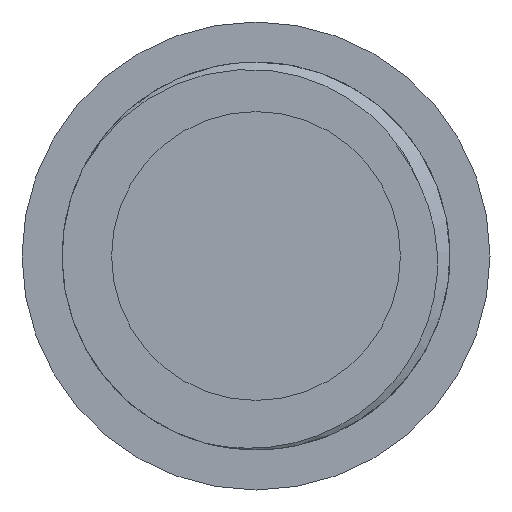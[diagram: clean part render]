
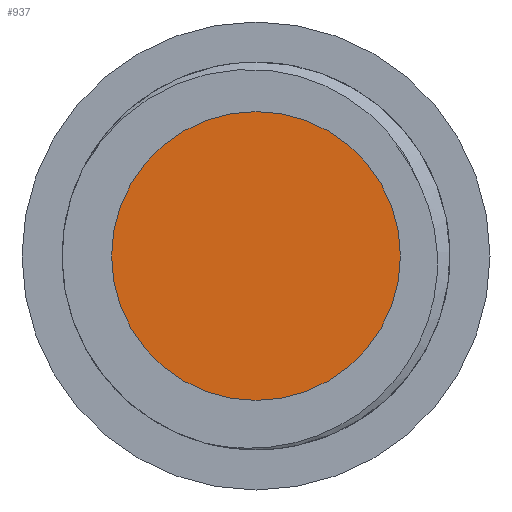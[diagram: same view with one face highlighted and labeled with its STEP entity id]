
A CAD part, front view. The second image highlights one B-rep face of the part: STEP entity #937.
In plain terms, the highlighted planar face has unit normal (0, -1, 0).
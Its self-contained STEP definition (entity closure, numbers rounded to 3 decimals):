
#419 = DIRECTION ( 'NONE',  ( 0., -1., 0. ) ) ;
#420 = DIRECTION ( 'NONE',  ( 0., 0., -1. ) ) ;
#423 = CARTESIAN_POINT ( 'NONE',  ( 0., 9.358, 0. ) ) ;
#593 = ORIENTED_EDGE ( 'NONE', *, *, #849, .T. ) ;
#607 = ORIENTED_EDGE ( 'NONE', *, *, #905, .T. ) ;
#658 = EDGE_LOOP ( 'NONE', ( #607, #593 ) ) ;
#723 = VERTEX_POINT ( 'NONE', #788 ) ;
#730 = VERTEX_POINT ( 'NONE', #804 ) ;
#788 = CARTESIAN_POINT ( 'NONE',  ( 0., 9.358, 6.85 ) ) ;
#804 = CARTESIAN_POINT ( 'NONE',  ( 0., 9.358, -6.85 ) ) ;
#849 = EDGE_CURVE ( 'NONE', #723, #730, #2088, .T. ) ;
#905 = EDGE_CURVE ( 'NONE', #730, #723, #2139, .T. ) ;
#937 = ADVANCED_FACE ( 'NONE', ( #1803 ), #1791, .F. ) ;
#1787 = CARTESIAN_POINT ( 'NONE',  ( -6.85, 9.358, 0. ) ) ;
#1788 = DIRECTION ( 'NONE',  ( 0., 0., 1. ) ) ;
#1791 = PLANE ( 'NONE',  #2165 ) ;
#1799 = DIRECTION ( 'NONE',  ( 0., 1., 0. ) ) ;
#1803 = FACE_OUTER_BOUND ( 'NONE', #658, .T. ) ;
#2085 = AXIS2_PLACEMENT_3D ( 'NONE', #423, #419, #420 ) ;
#2088 = CIRCLE ( 'NONE', #2085, 6.85 ) ;
#2136 = AXIS2_PLACEMENT_3D ( 'NONE', #2284, #2285, #2287 ) ;
#2139 = CIRCLE ( 'NONE', #2136, 6.85 ) ;
#2165 = AXIS2_PLACEMENT_3D ( 'NONE', #1787, #1799, #1788 ) ;
#2284 = CARTESIAN_POINT ( 'NONE',  ( 0., 9.358, 0. ) ) ;
#2285 = DIRECTION ( 'NONE',  ( 0., -1., 0. ) ) ;
#2287 = DIRECTION ( 'NONE',  ( 0., 0., -1. ) ) ;
